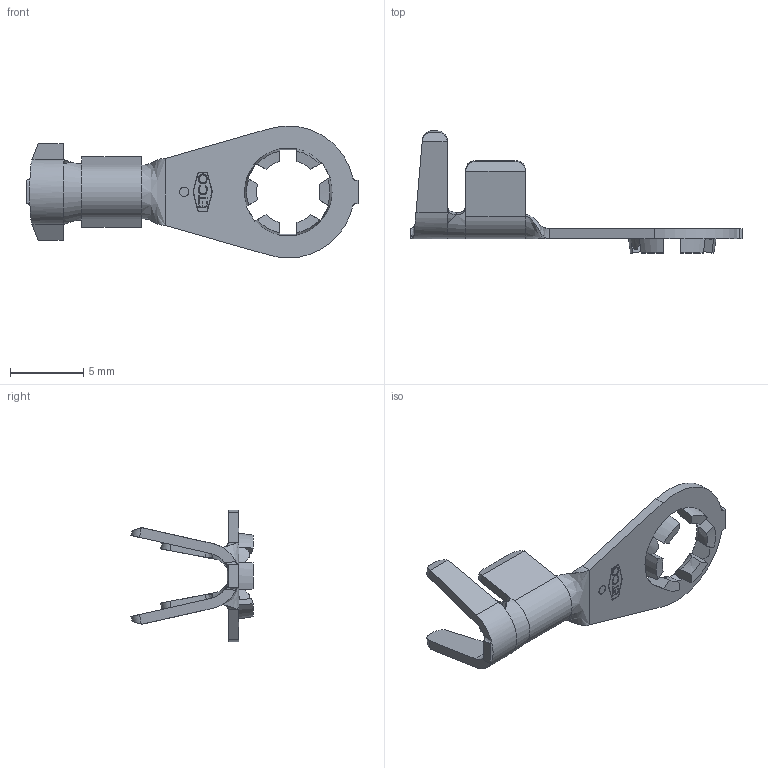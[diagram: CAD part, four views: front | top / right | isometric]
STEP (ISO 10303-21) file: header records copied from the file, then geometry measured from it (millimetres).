
FILE_DESCRIPTION (( 'STEP AP203' ), '1' );
FILE_NAME ('02202.STEP', '2019-12-24T15:09:31', ( 'tempuser' ), ( 'Microsoft' ), 'SwSTEP 2.0', 'SolidWorks 2019', '' );
FILE_SCHEMA (( 'CONFIG_CONTROL_DESIGN' ));
Length unit declared in the file: inch
Products named in the file (1): 02202
Bounding box: 22.67 x 8.33 x 9.01 mm (x, y, z)
Volume: 114.4 mm3; surface area: 428 mm2
Topology: 1 solids, 1 shells, 240 faces, 642 edges, 412 vertices
Faces by surface type: plane 132, cylinder 37, bspline 37, cone 28, torus 6
Entity records: 9150 total; most frequent: CARTESIAN_POINT 3463, ORIENTED_EDGE 1284, DIRECTION 984, EDGE_CURVE 642, VERTEX_POINT 412, LINE 396, VECTOR 396, AXIS2_PLACEMENT_3D 294
